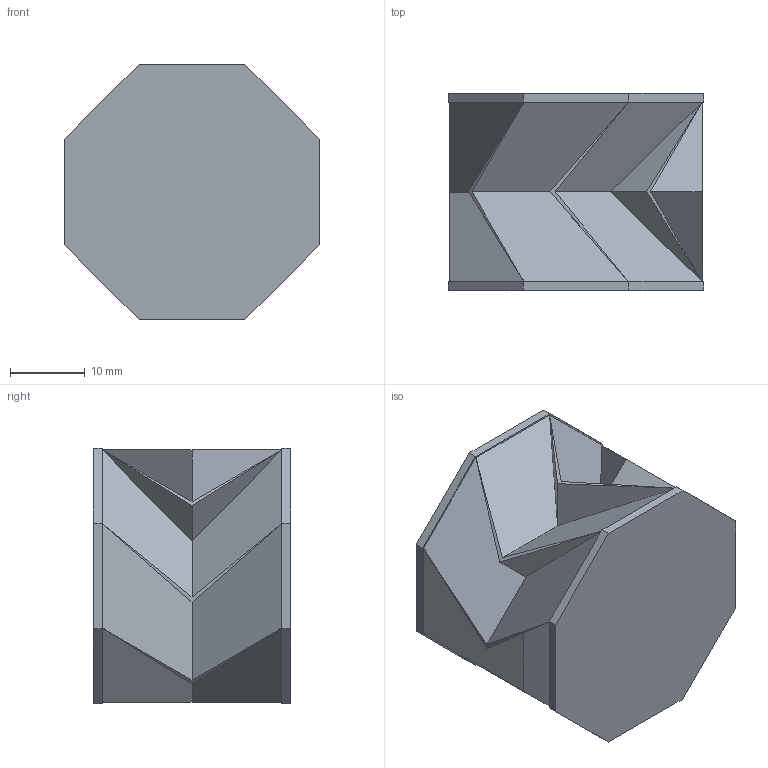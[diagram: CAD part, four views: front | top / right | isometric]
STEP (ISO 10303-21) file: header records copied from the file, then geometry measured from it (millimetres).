
FILE_DESCRIPTION(/* description */ (''),/* implementation_level */ '2;1');
FILE_NAME(/* name */ 'OV-PAM_half_scale_1F.stp',/* time_stamp */ '2023-07-12T12:38:50+09:00',/* author */ ('jsw'),/* organization */ (''),/* preprocessor_version */ 'ST-DEVELOPER v19.2',/* originating_system */ 'Autodesk Inventor 2024',/* authorisation */ '');
FILE_SCHEMA (('AUTOMOTIVE_DESIGN { 1 0 10303 214 3 1 1 }'));
Length unit declared in the file: millimetre
Products named in the file (1): 팔각형 OV-PAM 층 한개
Bounding box: 34.19 x 26.4 x 34.19 mm (x, y, z)
Volume: 18837.3 mm3; surface area: 5912.4 mm2
Topology: 1 solids, 1 shells, 60 faces, 128 edges, 72 vertices
Faces by surface type: plane 60
Entity records: 1575 total; most frequent: CARTESIAN_POINT 261, ORIENTED_EDGE 256, DIRECTION 250, LINE 128, VECTOR 128, EDGE_CURVE 128, VERTEX_POINT 72, EDGE_LOOP 62
